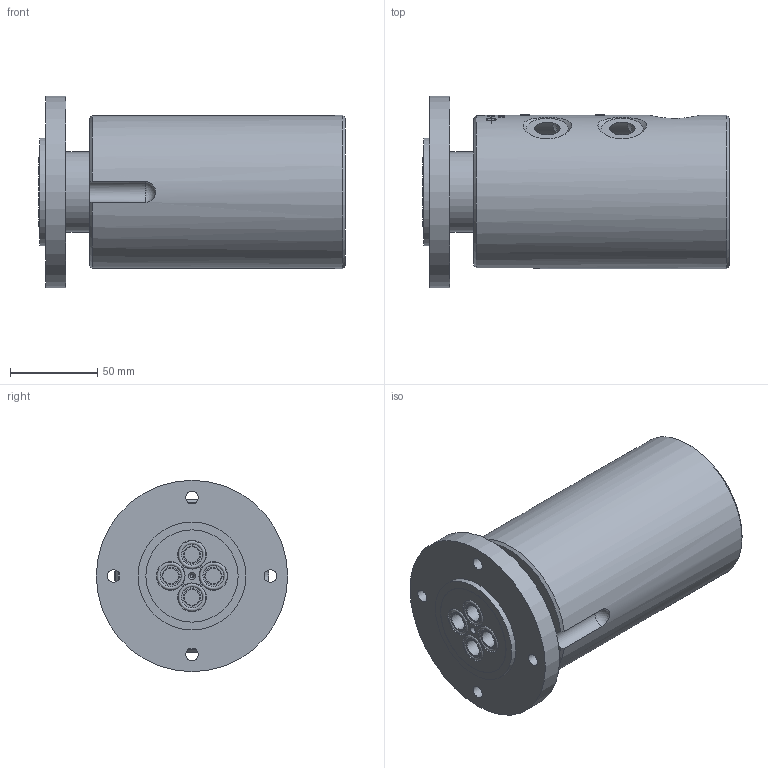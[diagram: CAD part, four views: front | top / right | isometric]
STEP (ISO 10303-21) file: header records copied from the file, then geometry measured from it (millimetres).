
FILE_DESCRIPTION(/* description */ (''),/* implementation_level */ '2;1');
FILE_NAME(/* name */ '1379-460-IC.stp',/* time_stamp */ '2020-05-17T11:13:55-05:00',/* author */ ('Moorera'),/* organization */ (''),/* preprocessor_version */ 'ST-DEVELOPER v18.1',/* originating_system */ 'Autodesk Inventor 2020',/* authorisation */ '');
FILE_SCHEMA (('AUTOMOTIVE_DESIGN { 1 0 10303 214 3 1 1 }'));
Length unit declared in the file: millimetre
Products named in the file (1): 1379-460-IC
Bounding box: 176.35 x 110 x 110 mm (x, y, z)
Volume: 993409.9 mm3; surface area: 87056.7 mm2
Topology: 5 solids, 5 shells, 386 faces, 973 edges, 662 vertices
Faces by surface type: bspline 156, plane 116, cylinder 80, cone 25, torus 8, sphere 1
Full cylindrical faces by diameter (mm): 2 x2, 4 x2, 7.2 x4, 9 x4, 10 x4, 12 x4, 13.889 x5, 16.5 x4, 28.6 x1, 29.9 x1, 46 x1, 53 x1, 62 x2, 65 x1, 88 x1, 110 x1
Entity records: 16764 total; most frequent: CARTESIAN_POINT 7814, ORIENTED_EDGE 1938, DIRECTION 1527, EDGE_CURVE 969, VERTEX_POINT 662, AXIS2_PLACEMENT_3D 600, EDGE_LOOP 471, FACE_OUTER_BOUND 386
